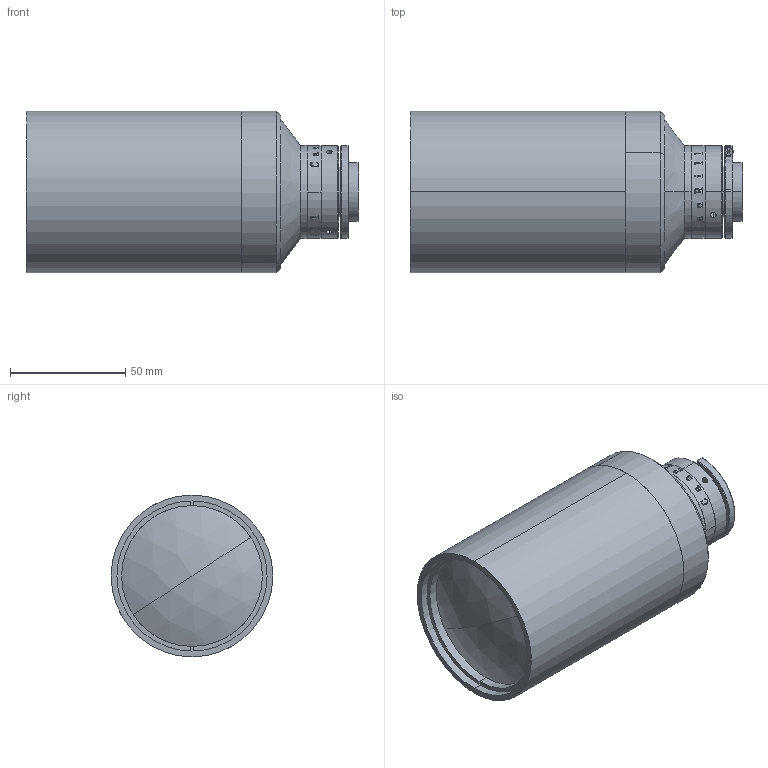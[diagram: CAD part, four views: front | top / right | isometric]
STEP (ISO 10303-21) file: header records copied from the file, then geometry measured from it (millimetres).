
FILE_DESCRIPTION (( 'STEP AP203' ), '1' );
FILE_NAME ('XF-PTL04508-C-(HD).STEP', '2019-02-14T02:11:47', ( 'zhanghp' ), ( '' ), 'SwSTEP 2.0', 'SolidWorks 2014', '' );
FILE_SCHEMA (( 'CONFIG_CONTROL_DESIGN' ));
Length unit declared in the file: millimetre
Products named in the file (1): XF-PTL04508-C-(HD)
Bounding box: 143.83 x 70 x 70 mm (x, y, z)
Surface area: 46265.9 mm2 (no closed solid volume)
Topology: 0 solids, 24 shells, 125 faces, 815 edges, 715 vertices
Faces by surface type: cylinder 61, plane 35, torus 13, cone 8, bspline 6, sphere 2
Entity records: 14233 total; most frequent: CARTESIAN_POINT 8480, DIRECTION 1061, ORIENTED_EDGE 1014, EDGE_CURVE 815, VERTEX_POINT 715, AXIS2_PLACEMENT_3D 410, CIRCLE 290, B_SPLINE_CURVE_WITH_KNOTS 284
